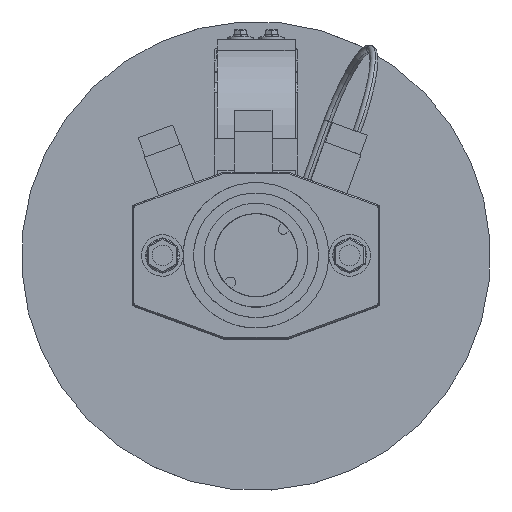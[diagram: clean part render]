
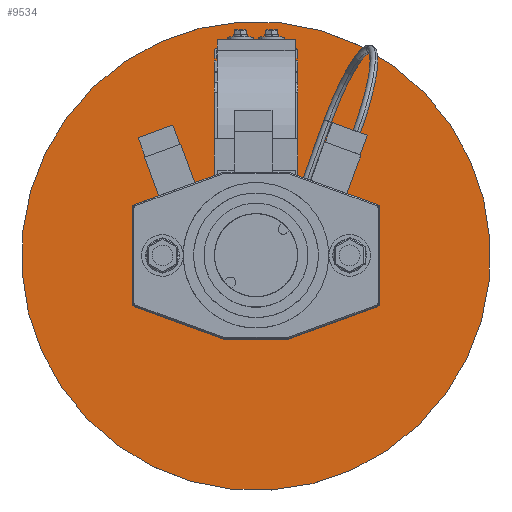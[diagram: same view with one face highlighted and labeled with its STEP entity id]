
A CAD part, top view. The second image highlights one B-rep face of the part: STEP entity #9534.
In plain terms, the highlighted planar face has unit normal (0, 0, 1).
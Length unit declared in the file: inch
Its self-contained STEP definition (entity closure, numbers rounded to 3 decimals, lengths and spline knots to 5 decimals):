
#247 = EDGE_CURVE ( 'NONE', #6277, #2160, #19829, .T. ) ;
#839 = EDGE_CURVE ( 'NONE', #20998, #1673, #3577, .T. ) ;
#990 = ORIENTED_EDGE ( 'NONE', *, *, #3341, .F. ) ;
#999 = ORIENTED_EDGE ( 'NONE', *, *, #8283, .F. ) ;
#1287 = DIRECTION ( 'NONE',  ( 0., -1., 0. ) ) ;
#1339 = VECTOR ( 'NONE', #11626, 39.37008 ) ;
#1673 = VERTEX_POINT ( 'NONE', #20688 ) ;
#2160 = VERTEX_POINT ( 'NONE', #5047 ) ;
#2962 = EDGE_CURVE ( 'NONE', #2160, #10150, #25308, .T. ) ;
#3004 = VERTEX_POINT ( 'NONE', #25636 ) ;
#3282 = DIRECTION ( 'NONE',  ( -0.807, 0.59, 0. ) ) ;
#3341 = EDGE_CURVE ( 'NONE', #29725, #17531, #4184, .T. ) ;
#3474 = VECTOR ( 'NONE', #9674, 39.37008 ) ;
#3577 = LINE ( 'NONE', #21675, #10739 ) ;
#3735 = LINE ( 'NONE', #18274, #4500 ) ;
#4153 = LINE ( 'NONE', #28547, #9805 ) ;
#4184 = LINE ( 'NONE', #6028, #9086 ) ;
#4322 = DIRECTION ( 'NONE',  ( 0., -1., 0. ) ) ;
#4409 = ORIENTED_EDGE ( 'NONE', *, *, #5293, .F. ) ;
#4500 = VECTOR ( 'NONE', #20683, 39.37008 ) ;
#4520 = EDGE_CURVE ( 'NONE', #5483, #20998, #4153, .T. ) ;
#4551 = AXIS2_PLACEMENT_3D ( 'NONE', #27967, #13554, #30408 ) ;
#4616 = CARTESIAN_POINT ( 'NONE',  ( 2.45705, 12.5051, -1.2931 ) ) ;
#4714 = DIRECTION ( 'NONE',  ( 0., -1., 0. ) ) ;
#4767 = AXIS2_PLACEMENT_3D ( 'NONE', #7483, #24325, #9913 ) ;
#5047 = CARTESIAN_POINT ( 'NONE',  ( 2.45705, 12.0051, -1.2931 ) ) ;
#5293 = EDGE_CURVE ( 'NONE', #14365, #29725, #3735, .T. ) ;
#5483 = VERTEX_POINT ( 'NONE', #17419 ) ;
#5957 = ORIENTED_EDGE ( 'NONE', *, *, #24132, .T. ) ;
#6028 = CARTESIAN_POINT ( 'NONE',  ( 6.45705, 3.1321, -1.2931 ) ) ;
#6144 = EDGE_LOOP ( 'NONE', ( #17136, #24949, #5957, #18235 ) ) ;
#6277 = VERTEX_POINT ( 'NONE', #4616 ) ;
#6505 = VECTOR ( 'NONE', #18769, 39.37008 ) ;
#7240 = LINE ( 'NONE', #11490, #6505 ) ;
#7252 = CARTESIAN_POINT ( 'NONE',  ( 4.45705, 12.5051, -1.2931 ) ) ;
#7317 = VERTEX_POINT ( 'NONE', #24201 ) ;
#7346 = DIRECTION ( 'NONE',  ( 1., 0., 0. ) ) ;
#7483 = CARTESIAN_POINT ( 'NONE',  ( 4.45705, 3.1321, -1.2931 ) ) ;
#8084 = ORIENTED_EDGE ( 'NONE', *, *, #2962, .F. ) ;
#8278 = LINE ( 'NONE', #17783, #26005 ) ;
#8283 = EDGE_CURVE ( 'NONE', #10150, #31096, #15844, .T. ) ;
#8751 = EDGE_CURVE ( 'NONE', #14365, #7317, #11318, .T. ) ;
#9086 = VECTOR ( 'NONE', #22865, 39.37008 ) ;
#9245 = CARTESIAN_POINT ( 'NONE',  ( -4.64494, 9.79071, -1.2931 ) ) ;
#9417 = VECTOR ( 'NONE', #4322, 39.37008 ) ;
#9534 = ADVANCED_FACE ( 'NONE', ( #28602, #22174, #15820 ), #22429, .F. ) ;
#9674 = DIRECTION ( 'NONE',  ( 1., 0., 0. ) ) ;
#9771 = CARTESIAN_POINT ( 'NONE',  ( 2.45705, 11.4751, -1.2931 ) ) ;
#9805 = VECTOR ( 'NONE', #23782, 39.37008 ) ;
#9913 = DIRECTION ( 'NONE',  ( -0.807, 0.59, 0. ) ) ;
#10150 = VERTEX_POINT ( 'NONE', #21954 ) ;
#10460 = CARTESIAN_POINT ( 'NONE',  ( 4.45705, 3.1321, -1.2931 ) ) ;
#10640 = LINE ( 'NONE', #7252, #3474 ) ;
#10739 = VECTOR ( 'NONE', #31298, 39.37008 ) ;
#11293 = VERTEX_POINT ( 'NONE', #9245 ) ;
#11318 = LINE ( 'NONE', #14404, #29793 ) ;
#11490 = CARTESIAN_POINT ( 'NONE',  ( 5.95705, 5.8351, -1.2931 ) ) ;
#11626 = DIRECTION ( 'NONE',  ( 0., -1., 0. ) ) ;
#12242 = VERTEX_POINT ( 'NONE', #26926 ) ;
#12498 = VECTOR ( 'NONE', #1287, 39.37008 ) ;
#13554 = DIRECTION ( 'NONE',  ( 0., 0., -1. ) ) ;
#14365 = VERTEX_POINT ( 'NONE', #29435 ) ;
#14404 = CARTESIAN_POINT ( 'NONE',  ( 6.45705, 11.9751, -1.2931 ) ) ;
#14660 = EDGE_CURVE ( 'NONE', #3004, #11293, #26797, .T. ) ;
#15820 = FACE_OUTER_BOUND ( 'NONE', #27077, .T. ) ;
#15844 = LINE ( 'NONE', #26027, #9417 ) ;
#16376 = EDGE_CURVE ( 'NONE', #31096, #7317, #29021, .T. ) ;
#17136 = ORIENTED_EDGE ( 'NONE', *, *, #4520, .T. ) ;
#17419 = CARTESIAN_POINT ( 'NONE',  ( 5.95705, 5.8351, -1.2931 ) ) ;
#17531 = VERTEX_POINT ( 'NONE', #27305 ) ;
#17730 = DIRECTION ( 'NONE',  ( 0., 0., -1. ) ) ;
#17783 = CARTESIAN_POINT ( 'NONE',  ( 5.95705, 10.3751, -1.2931 ) ) ;
#18235 = ORIENTED_EDGE ( 'NONE', *, *, #21606, .T. ) ;
#18269 = ORIENTED_EDGE ( 'NONE', *, *, #247, .F. ) ;
#18274 = CARTESIAN_POINT ( 'NONE',  ( 6.45705, 3.1321, -1.2931 ) ) ;
#18769 = DIRECTION ( 'NONE',  ( 0., -1., 0. ) ) ;
#19829 = LINE ( 'NONE', #26054, #1339 ) ;
#20683 = DIRECTION ( 'NONE',  ( 0., 1., 0. ) ) ;
#20688 = CARTESIAN_POINT ( 'NONE',  ( 2.95705, 10.3751, -1.2931 ) ) ;
#20998 = VERTEX_POINT ( 'NONE', #25886 ) ;
#21606 = EDGE_CURVE ( 'NONE', #12242, #5483, #7240, .T. ) ;
#21675 = CARTESIAN_POINT ( 'NONE',  ( 2.95705, 5.8351, -1.2931 ) ) ;
#21729 = EDGE_CURVE ( 'NONE', #6277, #17531, #10640, .T. ) ;
#21954 = CARTESIAN_POINT ( 'NONE',  ( 2.45705, 11.9751, -1.2931 ) ) ;
#22174 = FACE_BOUND ( 'NONE', #6144, .T. ) ;
#22344 = ORIENTED_EDGE ( 'NONE', *, *, #8751, .T. ) ;
#22429 = PLANE ( 'NONE',  #26251 ) ;
#22589 = VECTOR ( 'NONE', #7346, 39.37008 ) ;
#22865 = DIRECTION ( 'NONE',  ( 0., 1., 0. ) ) ;
#23782 = DIRECTION ( 'NONE',  ( -1., 0., 0. ) ) ;
#24132 = EDGE_CURVE ( 'NONE', #1673, #12242, #8278, .T. ) ;
#24201 = CARTESIAN_POINT ( 'NONE',  ( 6.45705, 11.4751, -1.2931 ) ) ;
#24325 = DIRECTION ( 'NONE',  ( 0., 0., -1. ) ) ;
#24570 = ORIENTED_EDGE ( 'NONE', *, *, #16376, .F. ) ;
#24857 = ORIENTED_EDGE ( 'NONE', *, *, #28122, .F. ) ;
#24949 = ORIENTED_EDGE ( 'NONE', *, *, #839, .T. ) ;
#25035 = DIRECTION ( 'NONE',  ( 1., 0., 0. ) ) ;
#25308 = LINE ( 'NONE', #27834, #12498 ) ;
#25636 = CARTESIAN_POINT ( 'NONE',  ( 13.55904, -3.52652, -1.2931 ) ) ;
#25886 = CARTESIAN_POINT ( 'NONE',  ( 2.95705, 5.8351, -1.2931 ) ) ;
#26005 = VECTOR ( 'NONE', #25035, 39.37008 ) ;
#26027 = CARTESIAN_POINT ( 'NONE',  ( 2.45705, 11.9751, -1.2931 ) ) ;
#26054 = CARTESIAN_POINT ( 'NONE',  ( 2.45705, 3.1321, -1.2931 ) ) ;
#26126 = ORIENTED_EDGE ( 'NONE', *, *, #21729, .T. ) ;
#26251 = AXIS2_PLACEMENT_3D ( 'NONE', #10460, #17730, #3282 ) ;
#26651 = CARTESIAN_POINT ( 'NONE',  ( 6.45705, 12.0051, -1.2931 ) ) ;
#26797 = CIRCLE ( 'NONE', #4767, 11.27756 ) ;
#26926 = CARTESIAN_POINT ( 'NONE',  ( 5.95705, 10.3751, -1.2931 ) ) ;
#27077 = EDGE_LOOP ( 'NONE', ( #29608, #24857 ) ) ;
#27305 = CARTESIAN_POINT ( 'NONE',  ( 6.45705, 12.5051, -1.2931 ) ) ;
#27834 = CARTESIAN_POINT ( 'NONE',  ( 2.45705, 3.1321, -1.2931 ) ) ;
#27967 = CARTESIAN_POINT ( 'NONE',  ( 4.45705, 3.1321, -1.2931 ) ) ;
#28122 = EDGE_CURVE ( 'NONE', #11293, #3004, #28913, .T. ) ;
#28139 = EDGE_LOOP ( 'NONE', ( #999, #8084, #18269, #26126, #990, #4409, #22344, #24570 ) ) ;
#28547 = CARTESIAN_POINT ( 'NONE',  ( 5.95705, 5.8351, -1.2931 ) ) ;
#28602 = FACE_BOUND ( 'NONE', #28139, .T. ) ;
#28913 = CIRCLE ( 'NONE', #4551, 11.27756 ) ;
#29021 = LINE ( 'NONE', #9771, #22589 ) ;
#29435 = CARTESIAN_POINT ( 'NONE',  ( 6.45705, 11.9751, -1.2931 ) ) ;
#29608 = ORIENTED_EDGE ( 'NONE', *, *, #14660, .F. ) ;
#29659 = CARTESIAN_POINT ( 'NONE',  ( 2.45705, 11.4751, -1.2931 ) ) ;
#29725 = VERTEX_POINT ( 'NONE', #26651 ) ;
#29793 = VECTOR ( 'NONE', #4714, 39.37008 ) ;
#30408 = DIRECTION ( 'NONE',  ( -0.807, 0.59, 0. ) ) ;
#31096 = VERTEX_POINT ( 'NONE', #29659 ) ;
#31298 = DIRECTION ( 'NONE',  ( 0., 1., 0. ) ) ;
